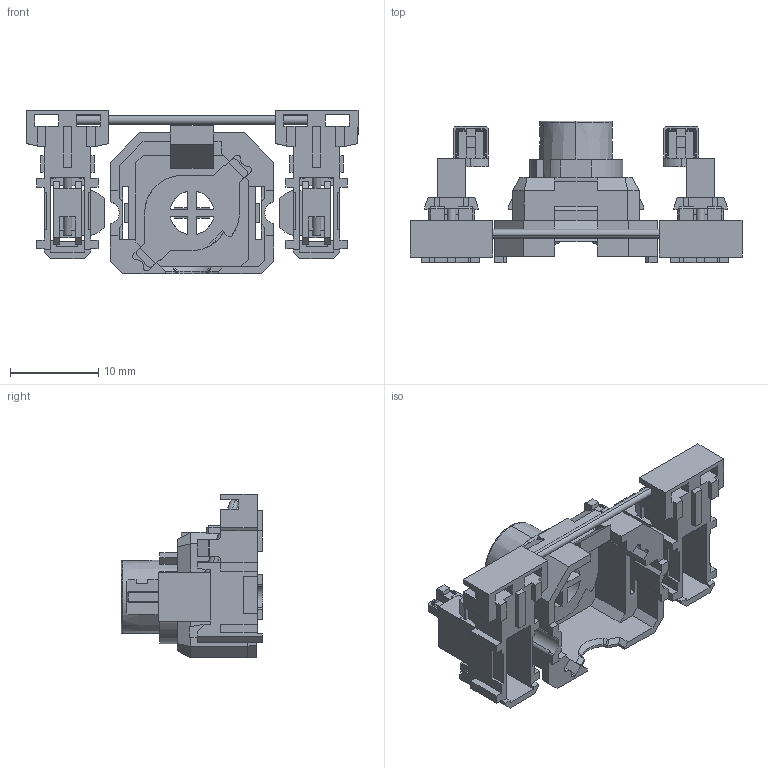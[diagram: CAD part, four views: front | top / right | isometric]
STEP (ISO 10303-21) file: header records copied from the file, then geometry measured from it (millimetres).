
FILE_DESCRIPTION (( 'STEP AP214' ), '1' );
FILE_NAME ('R2_RGB_2U-North_Stab_Asm.STEP', '2023-11-17T21:12:36', ( '' ), ( '' ), 'SwSTEP 2.0', 'SolidWorks 2019', '' );
FILE_SCHEMA (( 'AUTOMOTIVE_DESIGN' ));
Length unit declared in the file: millimetre
Products named in the file (7): R2_RGB_2U-North_Stab_Asm; RGB_Stab_Housing; RGB_Slider; R2_RGB_Topre_2U_Wire; RGB_Topre_Housing; RGB_Stab_Insert_Left; RGB_Stab_Insert_Right
Assembly tree (7 placements, depth 2):
  R2_RGB_2U-North_Stab_Asm
    RGB_Stab_Housing  x2
    RGB_Stab_Insert_Left
    RGB_Stab_Insert_Right
    R2_RGB_Topre_2U_Wire
    RGB_Topre_Housing
    RGB_Slider
Bounding box: 37.68 x 16.1 x 18.6 mm (x, y, z)
Volume: 1832 mm3; surface area: 4728.7 mm2
Topology: 7 solids, 7 shells, 829 faces, 2375 edges, 1527 vertices
Faces by surface type: plane 637, cylinder 138, torus 31, cone 9, sphere 8, bspline 6
Entity records: 22172 total; most frequent: CARTESIAN_POINT 4082, ORIENTED_EDGE 3842, DIRECTION 3592, EDGE_CURVE 1921, LINE 1564, VECTOR 1564, VERTEX_POINT 1235, AXIS2_PLACEMENT_3D 1014
